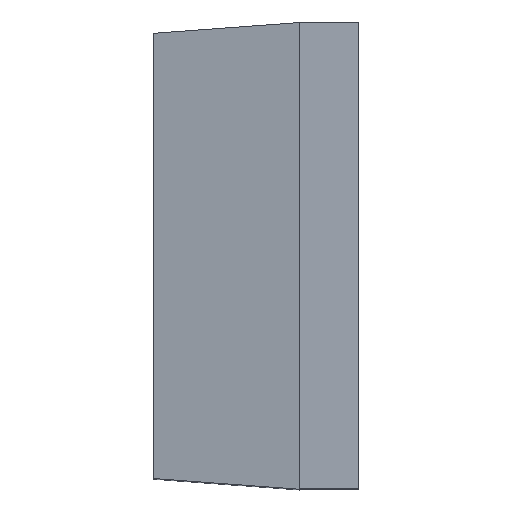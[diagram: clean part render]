
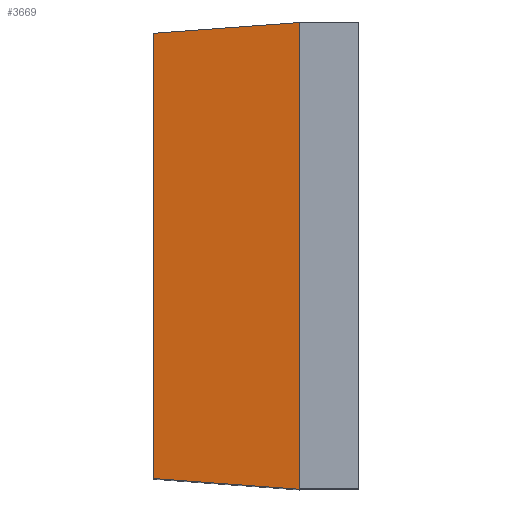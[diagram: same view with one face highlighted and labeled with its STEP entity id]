
A CAD part, top view. The second image highlights one B-rep face of the part: STEP entity #3669.
In plain terms, the highlighted planar face has unit normal (-0.122, 0, 0.993).
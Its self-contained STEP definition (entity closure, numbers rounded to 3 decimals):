
#338=FACE_OUTER_BOUND('',#554,.T.);
#554=EDGE_LOOP('',(#3277,#3278,#3279,#3280));
#985=LINE('',#6100,#1435);
#997=LINE('',#6124,#1447);
#999=LINE('',#6130,#1449);
#1005=LINE('',#6148,#1455);
#1435=VECTOR('',#4687,1.);
#1447=VECTOR('',#4705,1.);
#1449=VECTOR('',#4711,1.);
#1455=VECTOR('',#4733,1.);
#1775=VERTEX_POINT('',#6098);
#1776=VERTEX_POINT('',#6099);
#1785=VERTEX_POINT('',#6123);
#1787=VERTEX_POINT('',#6129);
#2266=EDGE_CURVE('',#1775,#1776,#985,.T.);
#2278=EDGE_CURVE('',#1785,#1776,#997,.T.);
#2281=EDGE_CURVE('',#1785,#1787,#999,.T.);
#2289=EDGE_CURVE('',#1775,#1787,#1005,.T.);
#3277=ORIENTED_EDGE('',*,*,#2266,.F.);
#3278=ORIENTED_EDGE('',*,*,#2289,.T.);
#3279=ORIENTED_EDGE('',*,*,#2281,.F.);
#3280=ORIENTED_EDGE('',*,*,#2278,.T.);
#3465=PLANE('',#3886);
#3669=ADVANCED_FACE('',(#338),#3465,.T.);
#3886=AXIS2_PLACEMENT_3D('',#6147,#4731,#4732);
#4687=DIRECTION('',(-0.99,0.073,-0.122));
#4705=DIRECTION('',(0.,-1.,0.));
#4711=DIRECTION('',(0.99,0.073,0.122));
#4731=DIRECTION('center_axis',(-0.122,0.,0.993));
#4732=DIRECTION('ref_axis',(-0.993,0.,-0.122));
#4733=DIRECTION('',(0.,1.,0.));
#6098=CARTESIAN_POINT('',(1.37,-5.,14.2));
#6099=CARTESIAN_POINT('',(-1.76,-4.77,13.816));
#6100=CARTESIAN_POINT('',(-0.696,-4.848,13.946));
#6123=CARTESIAN_POINT('',(-1.76,4.77,13.816));
#6124=CARTESIAN_POINT('',(-1.76,-2.5,13.816));
#6129=CARTESIAN_POINT('',(1.37,5.,14.2));
#6130=CARTESIAN_POINT('',(-0.591,4.856,13.959));
#6147=CARTESIAN_POINT('Origin',(-0.195,-2.5,14.008));
#6148=CARTESIAN_POINT('',(1.37,-2.5,14.2));
